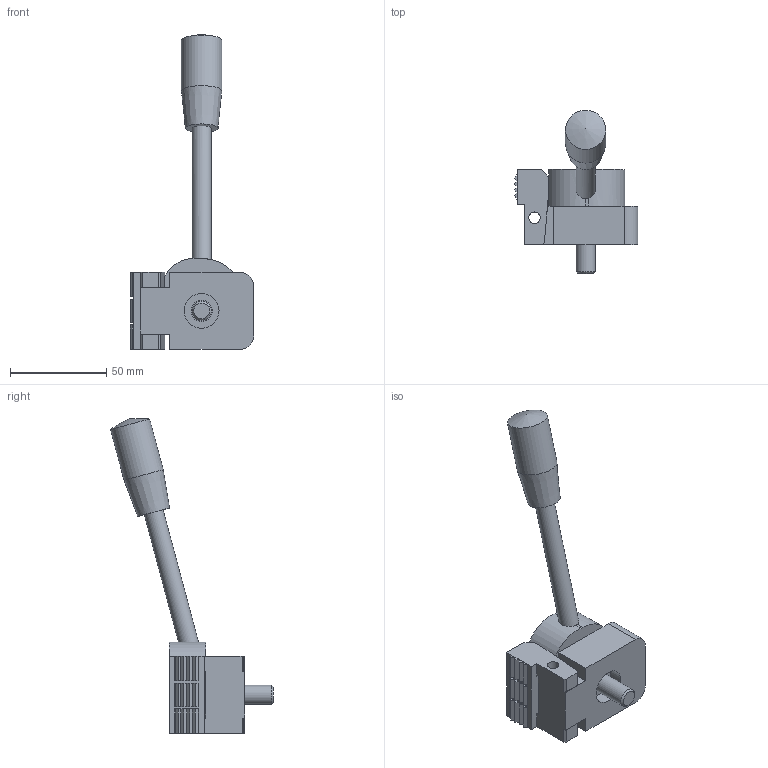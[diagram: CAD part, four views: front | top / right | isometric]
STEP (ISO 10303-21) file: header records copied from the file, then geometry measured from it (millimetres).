
FILE_DESCRIPTION( ( 'STEP AP214' ), '1' );
FILE_NAME( 'K0035.010030_0.stp', '2020-11-24T15:15:10', ( '' ), ( '' ), ' ', 'PARTsolutions', ' ' );
FILE_SCHEMA( ( 'AUTOMOTIVE_DESIGN { 1 0 10303 214 1 1 1 1 }' ) );
Length unit declared in the file: millimetre
Products named in the file (1): _K0035.010030_0
Bounding box: 64 x 84.5 x 163.25 mm (x, y, z)
Volume: 104740.3 mm3; surface area: 25009.1 mm2
Topology: 1 solids, 1 shells, 140 faces, 323 edges, 191 vertices
Faces by surface type: plane 121, cylinder 15, cone 2, torus 1, bspline 1
Full cylindrical faces by diameter (mm): 6 x1, 10 x2, 11 x1, 16.3 x1, 16.5 x1, 18 x1, 21 x1, 27 x1
Entity records: 4975 total; most frequent: CARTESIAN_POINT 728, DIRECTION 622, ORIENTED_EDGE 618, EDGE_CURVE 309, LINE 272, VECTOR 272, VERTEX_POINT 191, AXIS2_PLACEMENT_3D 175
